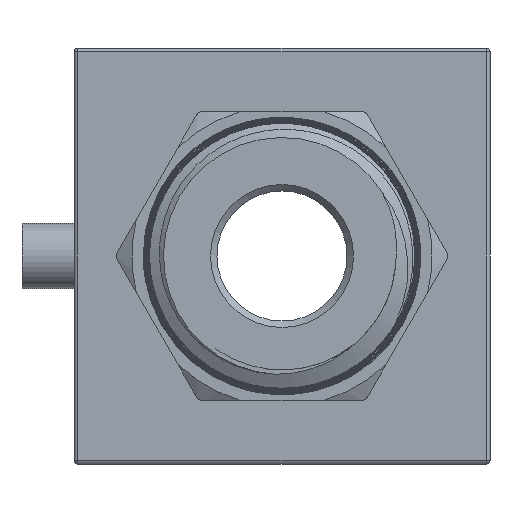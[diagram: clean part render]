
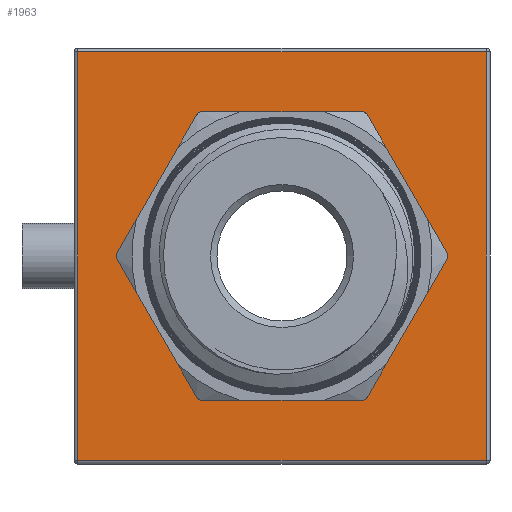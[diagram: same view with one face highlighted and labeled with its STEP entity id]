
A CAD part, left-side view. The second image highlights one B-rep face of the part: STEP entity #1963.
In plain terms, the highlighted planar face has unit normal (-1, 0, 0).
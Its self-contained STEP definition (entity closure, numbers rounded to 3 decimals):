
#227=FACE_BOUND('',#434,.T.);
#245=CIRCLE('',#2108,10.5);
#309=FACE_OUTER_BOUND('',#433,.T.);
#433=EDGE_LOOP('',(#1313,#1314,#1315,#1316));
#434=EDGE_LOOP('',(#1317));
#575=LINE('',#2775,#691);
#576=LINE('',#2777,#692);
#577=LINE('',#2779,#693);
#578=LINE('',#2780,#694);
#691=VECTOR('',#2293,31.4);
#692=VECTOR('',#2294,31.4);
#693=VECTOR('',#2295,31.4);
#694=VECTOR('',#2296,31.4);
#807=VERTEX_POINT('',#2773);
#808=VERTEX_POINT('',#2774);
#809=VERTEX_POINT('',#2776);
#810=VERTEX_POINT('',#2778);
#811=VERTEX_POINT('',#2781);
#1007=EDGE_CURVE('',#807,#808,#575,.T.);
#1008=EDGE_CURVE('',#808,#809,#576,.T.);
#1009=EDGE_CURVE('',#809,#810,#577,.T.);
#1010=EDGE_CURVE('',#810,#807,#578,.T.);
#1011=EDGE_CURVE('',#811,#811,#245,.T.);
#1313=ORIENTED_EDGE('',*,*,#1007,.T.);
#1314=ORIENTED_EDGE('',*,*,#1008,.T.);
#1315=ORIENTED_EDGE('',*,*,#1009,.T.);
#1316=ORIENTED_EDGE('',*,*,#1010,.T.);
#1317=ORIENTED_EDGE('',*,*,#1011,.F.);
#1925=PLANE('',#2107);
#1963=ADVANCED_FACE('',(#309,#227),#1925,.F.);
#2107=AXIS2_PLACEMENT_3D('',#2772,#2291,#2292);
#2108=AXIS2_PLACEMENT_3D('',#2782,#2297,#2298);
#2291=DIRECTION('center_axis',(1.,0.,0.));
#2292=DIRECTION('ref_axis',(0.,1.,0.));
#2293=DIRECTION('',(0.,0.,1.));
#2294=DIRECTION('',(0.,1.,0.));
#2295=DIRECTION('',(0.,0.,-1.));
#2296=DIRECTION('',(0.,-1.,0.));
#2297=DIRECTION('center_axis',(-1.,0.,0.));
#2298=DIRECTION('ref_axis',(0.,0.,1.));
#2772=CARTESIAN_POINT('Origin',(-16.,0.,0.));
#2773=CARTESIAN_POINT('',(-16.,-15.7,-15.7));
#2774=CARTESIAN_POINT('',(-16.,-15.7,15.7));
#2775=CARTESIAN_POINT('',(-16.,-15.7,-15.7));
#2776=CARTESIAN_POINT('',(-16.,15.7,15.7));
#2777=CARTESIAN_POINT('',(-16.,-15.7,15.7));
#2778=CARTESIAN_POINT('',(-16.,15.7,-15.7));
#2779=CARTESIAN_POINT('',(-16.,15.7,15.7));
#2780=CARTESIAN_POINT('',(-16.,15.7,-15.7));
#2781=CARTESIAN_POINT('',(-16.,0.,-10.5));
#2782=CARTESIAN_POINT('Origin',(-16.,0.,0.));
